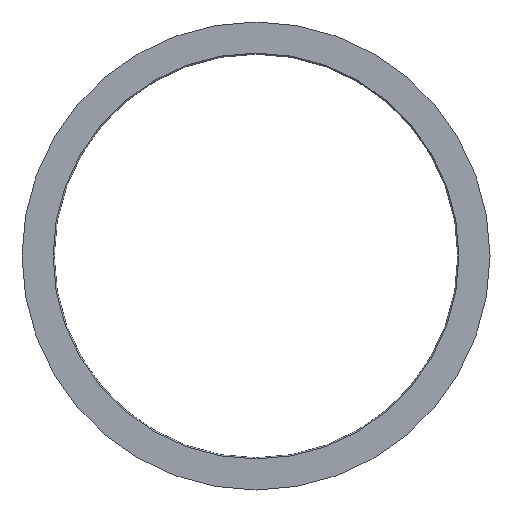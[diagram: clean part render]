
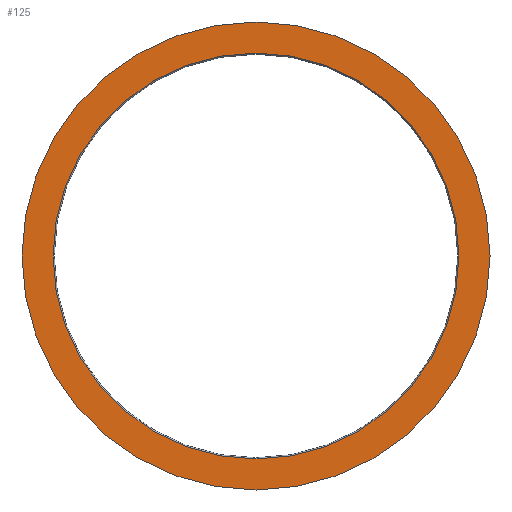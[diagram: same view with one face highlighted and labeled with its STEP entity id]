
A CAD part, front view. The second image highlights one B-rep face of the part: STEP entity #125.
In plain terms, the highlighted planar face has unit normal (0, -1, 0).
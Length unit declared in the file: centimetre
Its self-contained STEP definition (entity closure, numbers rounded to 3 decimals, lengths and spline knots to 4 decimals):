
#4 = ORIENTED_EDGE ( 'NONE', *, *, #65, .F. ) ;
#10 = AXIS2_PLACEMENT_3D ( 'NONE', #213, #384, #361 ) ;
#18 = CARTESIAN_POINT ( 'NONE',  ( 0., 0., 0. ) ) ;
#42 = CIRCLE ( 'NONE', #197, 5.03 ) ;
#45 = EDGE_LOOP ( 'NONE', ( #245, #308 ) ) ;
#49 = DIRECTION ( 'NONE',  ( 0., 1., 0. ) ) ;
#51 = PLANE ( 'NONE',  #93 ) ;
#55 = DIRECTION ( 'NONE',  ( 0., 0., 1. ) ) ;
#57 = DIRECTION ( 'NONE',  ( 0., -1., 0. ) ) ;
#63 = CIRCLE ( 'NONE', #265, 5.8 ) ;
#65 = EDGE_CURVE ( 'NONE', #274, #68, #366, .T. ) ;
#67 = VERTEX_POINT ( 'NONE', #291 ) ;
#68 = VERTEX_POINT ( 'NONE', #285 ) ;
#93 = AXIS2_PLACEMENT_3D ( 'NONE', #314, #49, #55 ) ;
#109 = CARTESIAN_POINT ( 'NONE',  ( 0., 0., 0. ) ) ;
#111 = CARTESIAN_POINT ( 'NONE',  ( 0., 0., 0. ) ) ;
#112 = FACE_OUTER_BOUND ( 'NONE', #45, .T. ) ;
#115 = CARTESIAN_POINT ( 'NONE',  ( 0., 0., -5.03 ) ) ;
#125 = ADVANCED_FACE ( 'NONE', ( #112, #346 ), #51, .F. ) ;
#135 = ORIENTED_EDGE ( 'NONE', *, *, #187, .F. ) ;
#142 = DIRECTION ( 'NONE',  ( 1., 0., 0. ) ) ;
#153 = EDGE_LOOP ( 'NONE', ( #135, #4, #338 ) ) ;
#163 = VERTEX_POINT ( 'NONE', #115 ) ;
#182 = CIRCLE ( 'NONE', #10, 5.8 ) ;
#184 = CARTESIAN_POINT ( 'NONE',  ( 5.03, 0., 0. ) ) ;
#187 = EDGE_CURVE ( 'NONE', #68, #163, #42, .T. ) ;
#197 = AXIS2_PLACEMENT_3D ( 'NONE', #111, #57, #264 ) ;
#202 = DIRECTION ( 'NONE',  ( 0., -1., 0. ) ) ;
#207 = EDGE_CURVE ( 'NONE', #67, #214, #63, .T. ) ;
#213 = CARTESIAN_POINT ( 'NONE',  ( 0., 0., 0. ) ) ;
#214 = VERTEX_POINT ( 'NONE', #266 ) ;
#230 = DIRECTION ( 'NONE',  ( 1., 0., 0. ) ) ;
#232 = EDGE_CURVE ( 'NONE', #163, #274, #249, .T. ) ;
#245 = ORIENTED_EDGE ( 'NONE', *, *, #297, .F. ) ;
#249 = CIRCLE ( 'NONE', #280, 5.03 ) ;
#264 = DIRECTION ( 'NONE',  ( 1., 0., 0. ) ) ;
#265 = AXIS2_PLACEMENT_3D ( 'NONE', #18, #323, #376 ) ;
#266 = CARTESIAN_POINT ( 'NONE',  ( 0., 0., 5.8 ) ) ;
#274 = VERTEX_POINT ( 'NONE', #184 ) ;
#280 = AXIS2_PLACEMENT_3D ( 'NONE', #374, #345, #230 ) ;
#285 = CARTESIAN_POINT ( 'NONE',  ( 0., 0., 5.03 ) ) ;
#291 = CARTESIAN_POINT ( 'NONE',  ( 0., 0., -5.8 ) ) ;
#297 = EDGE_CURVE ( 'NONE', #214, #67, #182, .T. ) ;
#308 = ORIENTED_EDGE ( 'NONE', *, *, #207, .F. ) ;
#314 = CARTESIAN_POINT ( 'NONE',  ( -5.19, 0., 0. ) ) ;
#323 = DIRECTION ( 'NONE',  ( 0., 1., 0. ) ) ;
#338 = ORIENTED_EDGE ( 'NONE', *, *, #232, .F. ) ;
#345 = DIRECTION ( 'NONE',  ( 0., -1., 0. ) ) ;
#346 = FACE_BOUND ( 'NONE', #153, .T. ) ;
#361 = DIRECTION ( 'NONE',  ( 0., 0., 1. ) ) ;
#366 = CIRCLE ( 'NONE', #375, 5.03 ) ;
#374 = CARTESIAN_POINT ( 'NONE',  ( 0., 0., 0. ) ) ;
#375 = AXIS2_PLACEMENT_3D ( 'NONE', #109, #202, #142 ) ;
#376 = DIRECTION ( 'NONE',  ( 0., 0., 1. ) ) ;
#384 = DIRECTION ( 'NONE',  ( 0., 1., 0. ) ) ;
